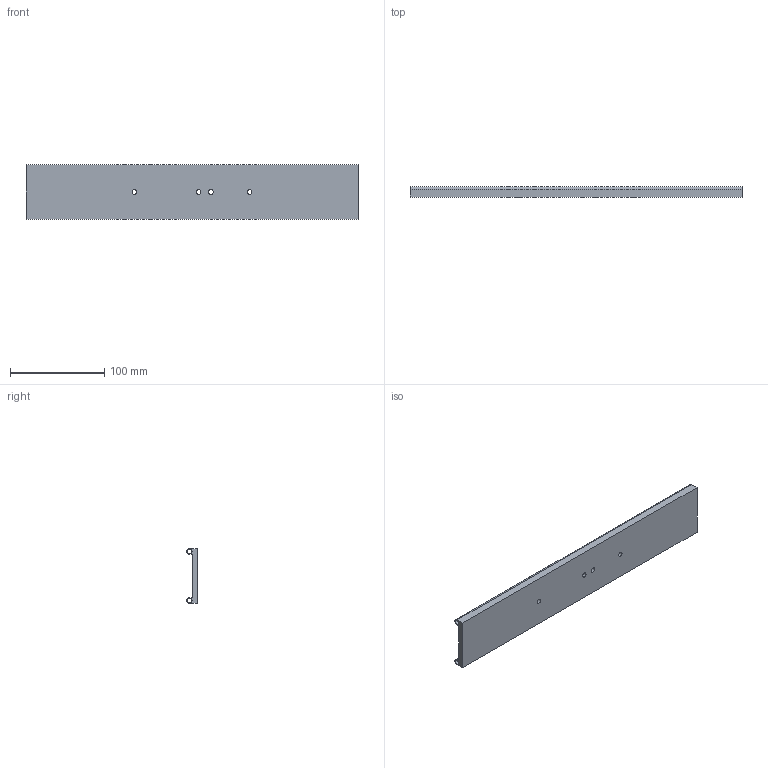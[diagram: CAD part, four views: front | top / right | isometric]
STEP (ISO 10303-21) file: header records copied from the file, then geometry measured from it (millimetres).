
FILE_DESCRIPTION(('STEP AP203'), '1');
FILE_NAME('Äåòàëü êðèïåæ äëÿ ãîëîâêè', '', ('UNSPECIFIED'), ('UNSPECIFIED'), 'C3D Converter', 'C3D Toolkit', '');
FILE_SCHEMA(('CONFIG_CONTROL_DESIGN'));
Length unit declared in the file: millimetre
Bounding box: 352 x 11 x 58 mm (x, y, z)
Volume: 110488.9 mm3; surface area: 62832.5 mm2
Topology: 1 solids, 1 shells, 16 faces, 42 edges, 28 vertices
Faces by surface type: plane 8, cylinder 8
Full cylindrical faces by diameter (mm): 5 x6
Entity records: 659 total; most frequent: DIRECTION 86, CARTESIAN_POINT 81, ORIENTED_EDGE 72, EDGE_CURVE 36, EDGE_LOOP 34, AXIS2_PLACEMENT_3D 33, VERTEX_POINT 28, FACE_BOUND 22
